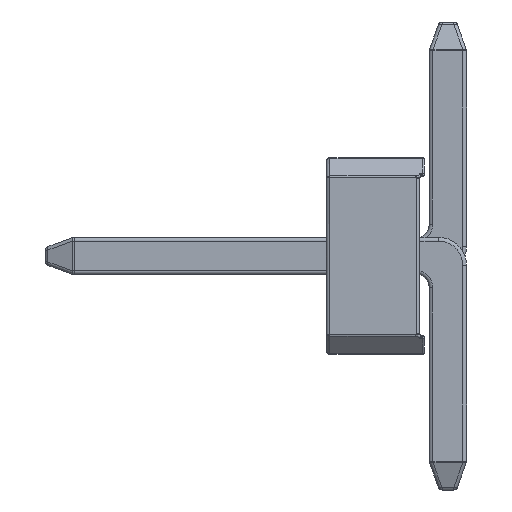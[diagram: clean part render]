
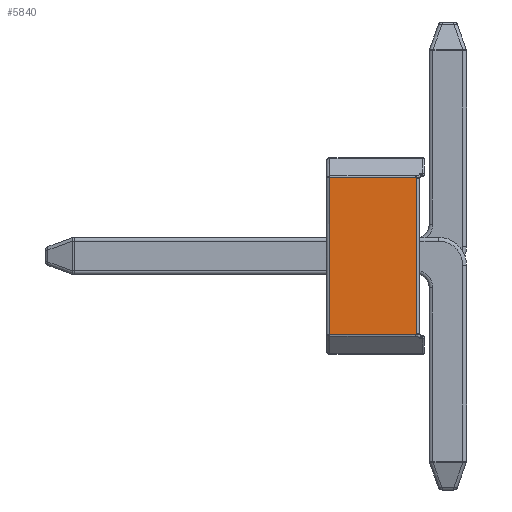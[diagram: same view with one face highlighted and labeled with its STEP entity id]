
A CAD part, left-side view. The second image highlights one B-rep face of the part: STEP entity #5840.
In plain terms, the highlighted face is planar.
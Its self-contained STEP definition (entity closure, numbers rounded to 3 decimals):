
#51 = VECTOR ( 'NONE', #4505, 1000. ) ;
#55 = CARTESIAN_POINT ( 'NONE',  ( 0.635, -0.952, 0.835 ) ) ;
#75 = CARTESIAN_POINT ( 'NONE',  ( 0.635, -0.949, 0.839 ) ) ;
#121 = CARTESIAN_POINT ( 'NONE',  ( 0.635, -0.951, -0.836 ) ) ;
#169 = CARTESIAN_POINT ( 'NONE',  ( 0.635, -0.949, -0.84 ) ) ;
#201 = VERTEX_POINT ( 'NONE', #392 ) ;
#233 = CARTESIAN_POINT ( 'NONE',  ( 0.635, -0.953, -0.835 ) ) ;
#253 = VECTOR ( 'NONE', #822, 1000. ) ;
#260 = CARTESIAN_POINT ( 'NONE',  ( 0.635, -0.04, 0. ) ) ;
#323 = CARTESIAN_POINT ( 'NONE',  ( 0.635, -0.96, -0.85 ) ) ;
#364 = PLANE ( 'NONE',  #5218 ) ;
#385 = DIRECTION ( 'NONE',  ( 0., 0., -1. ) ) ;
#392 = CARTESIAN_POINT ( 'NONE',  ( 0.635, -0.952, 0.835 ) ) ;
#485 = LINE ( 'NONE', #323, #1715 ) ;
#540 = CARTESIAN_POINT ( 'NONE',  ( 0.635, -0.95, 0.838 ) ) ;
#625 = CARTESIAN_POINT ( 'NONE',  ( 0.635, -0.948, -0.841 ) ) ;
#670 = CARTESIAN_POINT ( 'NONE',  ( 0.635, -0.96, -0.83 ) ) ;
#717 = DIRECTION ( 'NONE',  ( 0., 0., 1. ) ) ;
#822 = DIRECTION ( 'NONE',  ( 0., -1., 0. ) ) ;
#849 = ORIENTED_EDGE ( 'NONE', *, *, #2537, .T. ) ;
#907 = B_SPLINE_CURVE_WITH_KNOTS ( 'NONE', 3,
 ( #55, #2843, #3792, #972, #4275, #1451, #4746, #1919, #5232, #2385 ),
 .UNSPECIFIED., .F., .F.,
 ( 4, 3, 3, 4 ),
 ( 0., 0., 0., 0. ),
 .UNSPECIFIED. ) ;
#952 = CARTESIAN_POINT ( 'NONE',  ( 0.635, -0.948, 0.842 ) ) ;
#972 = CARTESIAN_POINT ( 'NONE',  ( 0.635, -0.956, 0.833 ) ) ;
#988 = CARTESIAN_POINT ( 'NONE',  ( 0.635, -0.951, 0.837 ) ) ;
#1090 = EDGE_CURVE ( 'NONE', #201, #4661, #907, .T. ) ;
#1091 = CARTESIAN_POINT ( 'NONE',  ( 0.635, -0.948, -0.842 ) ) ;
#1202 = VERTEX_POINT ( 'NONE', #3183 ) ;
#1226 = ORIENTED_EDGE ( 'NONE', *, *, #5252, .T. ) ;
#1451 = CARTESIAN_POINT ( 'NONE',  ( 0.635, -0.958, 0.831 ) ) ;
#1465 = CARTESIAN_POINT ( 'NONE',  ( 0.635, -0.952, 0.836 ) ) ;
#1480 = ORIENTED_EDGE ( 'NONE', *, *, #2443, .T. ) ;
#1583 = VERTEX_POINT ( 'NONE', #5501 ) ;
#1608 = CARTESIAN_POINT ( 'NONE',  ( 0.635, -0.96, -0.83 ) ) ;
#1646 = CARTESIAN_POINT ( 'NONE',  ( 0.635, -0.948, -0.842 ) ) ;
#1692 = CARTESIAN_POINT ( 'NONE',  ( 0.635, -0.04, -0.842 ) ) ;
#1703 = VERTEX_POINT ( 'NONE', #4183 ) ;
#1715 = VECTOR ( 'NONE', #3101, 1000. ) ;
#1919 = CARTESIAN_POINT ( 'NONE',  ( 0.635, -0.959, 0.83 ) ) ;
#1988 = VERTEX_POINT ( 'NONE', #5838 ) ;
#2007 = CARTESIAN_POINT ( 'NONE',  ( 0.635, -0.951, -0.837 ) ) ;
#2075 = CARTESIAN_POINT ( 'NONE',  ( 0.635, -0.959, -0.831 ) ) ;
#2128 = B_SPLINE_CURVE_WITH_KNOTS ( 'NONE', 3,
 ( #670, #1608, #4898, #2075, #5385, #2540, #5848, #3018, #233, #3490 ),
 .UNSPECIFIED., .F., .F.,
 ( 4, 3, 3, 4 ),
 ( 0., 0., 0., 0. ),
 .UNSPECIFIED. ) ;
#2376 = CARTESIAN_POINT ( 'NONE',  ( 0.635, -0.948, 0.841 ) ) ;
#2385 = CARTESIAN_POINT ( 'NONE',  ( 0.635, -0.96, 0.83 ) ) ;
#2443 = EDGE_CURVE ( 'NONE', #1703, #4668, #2128, .T. ) ;
#2476 = CARTESIAN_POINT ( 'NONE',  ( 0.635, -0.95, -0.838 ) ) ;
#2537 = EDGE_CURVE ( 'NONE', #4661, #1703, #485, .T. ) ;
#2540 = CARTESIAN_POINT ( 'NONE',  ( 0.635, -0.957, -0.832 ) ) ;
#2568 = FACE_OUTER_BOUND ( 'NONE', #5691, .T. ) ;
#2636 = CARTESIAN_POINT ( 'NONE',  ( 0.635, -0.96, 0.83 ) ) ;
#2667 = ORIENTED_EDGE ( 'NONE', *, *, #5831, .T. ) ;
#2843 = CARTESIAN_POINT ( 'NONE',  ( 0.635, -0.953, 0.835 ) ) ;
#2859 = CARTESIAN_POINT ( 'NONE',  ( 0.635, -0.949, 0.84 ) ) ;
#2947 = CARTESIAN_POINT ( 'NONE',  ( 0.635, -0.949, -0.839 ) ) ;
#2969 = ORIENTED_EDGE ( 'NONE', *, *, #5323, .T. ) ;
#3018 = CARTESIAN_POINT ( 'NONE',  ( 0.635, -0.955, -0.834 ) ) ;
#3101 = DIRECTION ( 'NONE',  ( 0., 0., -1. ) ) ;
#3169 = DIRECTION ( 'NONE',  ( 1., 0., 0. ) ) ;
#3183 = CARTESIAN_POINT ( 'NONE',  ( 0.635, -0.04, 0.842 ) ) ;
#3282 = EDGE_CURVE ( 'NONE', #4668, #4521, #4220, .T. ) ;
#3310 = B_SPLINE_CURVE_WITH_KNOTS ( 'NONE', 3,
 ( #4738, #952, #2376, #5688, #2859, #75, #3332, #540, #3807, #988, #4289, #1465, #4765 ),
 .UNSPECIFIED., .F., .F.,
 ( 4, 3, 3, 3, 4 ),
 ( 0., 0., 0., 0., 0. ),
 .UNSPECIFIED. ) ;
#3332 = CARTESIAN_POINT ( 'NONE',  ( 0.635, -0.949, 0.839 ) ) ;
#3435 = CARTESIAN_POINT ( 'NONE',  ( 0.635, -0.948, -0.84 ) ) ;
#3490 = CARTESIAN_POINT ( 'NONE',  ( 0.635, -0.952, -0.835 ) ) ;
#3528 = EDGE_CURVE ( 'NONE', #1583, #201, #3310, .T. ) ;
#3586 = CARTESIAN_POINT ( 'NONE',  ( 0.635, -0.952, -0.835 ) ) ;
#3632 = CARTESIAN_POINT ( 'NONE',  ( 0.635, -0.915, 0.842 ) ) ;
#3765 = ORIENTED_EDGE ( 'NONE', *, *, #1090, .T. ) ;
#3792 = CARTESIAN_POINT ( 'NONE',  ( 0.635, -0.955, 0.834 ) ) ;
#3807 = CARTESIAN_POINT ( 'NONE',  ( 0.635, -0.95, 0.837 ) ) ;
#3883 = CARTESIAN_POINT ( 'NONE',  ( 0.635, -0.952, -0.835 ) ) ;
#3906 = CARTESIAN_POINT ( 'NONE',  ( 0.635, -0.948, -0.841 ) ) ;
#4183 = CARTESIAN_POINT ( 'NONE',  ( 0.635, -0.96, -0.83 ) ) ;
#4220 = B_SPLINE_CURVE_WITH_KNOTS ( 'NONE', 3,
 ( #3883, #121, #2007, #5324, #2476, #5796, #2947, #169, #3435, #625, #3906, #1091, #4379 ),
 .UNSPECIFIED., .F., .F.,
 ( 4, 3, 3, 3, 4 ),
 ( 0., 0., 0., 0., 0. ),
 .UNSPECIFIED. ) ;
#4228 = VECTOR ( 'NONE', #717, 1000. ) ;
#4275 = CARTESIAN_POINT ( 'NONE',  ( 0.635, -0.957, 0.832 ) ) ;
#4289 = CARTESIAN_POINT ( 'NONE',  ( 0.635, -0.951, 0.836 ) ) ;
#4379 = CARTESIAN_POINT ( 'NONE',  ( 0.635, -0.948, -0.842 ) ) ;
#4385 = LINE ( 'NONE', #260, #4228 ) ;
#4505 = DIRECTION ( 'NONE',  ( 0., 1., 0. ) ) ;
#4521 = VERTEX_POINT ( 'NONE', #1646 ) ;
#4661 = VERTEX_POINT ( 'NONE', #2636 ) ;
#4668 = VERTEX_POINT ( 'NONE', #3586 ) ;
#4738 = CARTESIAN_POINT ( 'NONE',  ( 0.635, -0.948, 0.842 ) ) ;
#4746 = CARTESIAN_POINT ( 'NONE',  ( 0.635, -0.959, 0.831 ) ) ;
#4765 = CARTESIAN_POINT ( 'NONE',  ( 0.635, -0.952, 0.835 ) ) ;
#4898 = CARTESIAN_POINT ( 'NONE',  ( 0.635, -0.959, -0.83 ) ) ;
#4904 = LINE ( 'NONE', #1692, #51 ) ;
#5080 = LINE ( 'NONE', #3632, #253 ) ;
#5135 = ORIENTED_EDGE ( 'NONE', *, *, #3282, .T. ) ;
#5218 = AXIS2_PLACEMENT_3D ( 'NONE', #6008, #3169, #385 ) ;
#5232 = CARTESIAN_POINT ( 'NONE',  ( 0.635, -0.96, 0.83 ) ) ;
#5252 = EDGE_CURVE ( 'NONE', #1988, #1202, #4385, .T. ) ;
#5323 = EDGE_CURVE ( 'NONE', #4521, #1988, #4904, .T. ) ;
#5324 = CARTESIAN_POINT ( 'NONE',  ( 0.635, -0.95, -0.837 ) ) ;
#5366 = ORIENTED_EDGE ( 'NONE', *, *, #3528, .T. ) ;
#5385 = CARTESIAN_POINT ( 'NONE',  ( 0.635, -0.958, -0.831 ) ) ;
#5501 = CARTESIAN_POINT ( 'NONE',  ( 0.635, -0.948, 0.842 ) ) ;
#5688 = CARTESIAN_POINT ( 'NONE',  ( 0.635, -0.948, 0.84 ) ) ;
#5691 = EDGE_LOOP ( 'NONE', ( #1226, #2667, #5366, #3765, #849, #1480, #5135, #2969 ) ) ;
#5796 = CARTESIAN_POINT ( 'NONE',  ( 0.635, -0.949, -0.839 ) ) ;
#5831 = EDGE_CURVE ( 'NONE', #1202, #1583, #5080, .T. ) ;
#5838 = CARTESIAN_POINT ( 'NONE',  ( 0.635, -0.04, -0.842 ) ) ;
#5840 = ADVANCED_FACE ( 'NONE', ( #2568 ), #364, .T. ) ;
#5848 = CARTESIAN_POINT ( 'NONE',  ( 0.635, -0.956, -0.833 ) ) ;
#6008 = CARTESIAN_POINT ( 'NONE',  ( 0.635, -1., 0. ) ) ;
